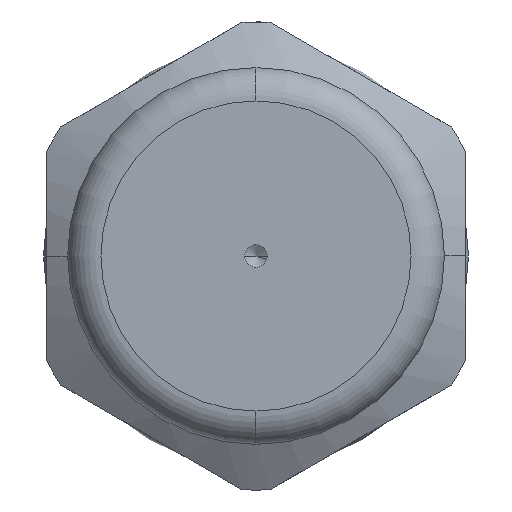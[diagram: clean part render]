
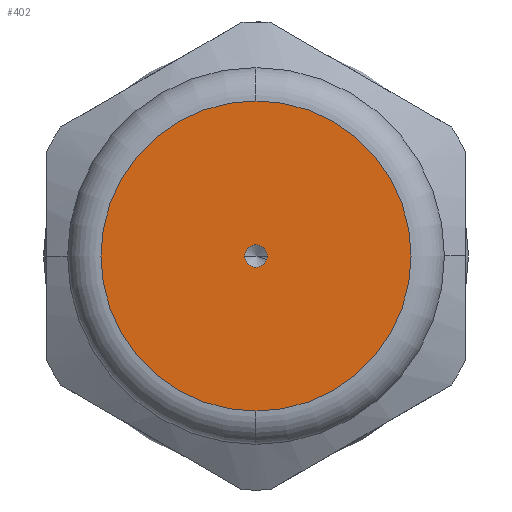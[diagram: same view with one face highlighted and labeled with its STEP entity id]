
A CAD part, left-side view. The second image highlights one B-rep face of the part: STEP entity #402.
In plain terms, the highlighted planar face has unit normal (-1, 0, 0).
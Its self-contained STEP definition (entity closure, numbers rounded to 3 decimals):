
#402 = ADVANCED_FACE ( 'NONE', ( #8364, #8368 ), #19056, .T. ) ;
#695 = ORIENTED_EDGE ( 'NONE', *, *, #2291, .F. ) ;
#700 = ORIENTED_EDGE ( 'NONE', *, *, #1388, .F. ) ;
#705 = ORIENTED_EDGE ( 'NONE', *, *, #1345, .T. ) ;
#711 = ORIENTED_EDGE ( 'NONE', *, *, #2279, .T. ) ;
#1345 = EDGE_CURVE ( 'NONE', #7481, #7464, #9227, .T. ) ;
#1388 = EDGE_CURVE ( 'NONE', #7469, #7466, #9288, .T. ) ;
#1687 = AXIS2_PLACEMENT_3D ( 'NONE', #19055, #19061, #19059 ) ;
#1770 = AXIS2_PLACEMENT_3D ( 'NONE', #18495, #18496, #18497 ) ;
#1819 = AXIS2_PLACEMENT_3D ( 'NONE', #18332, #18333, #18334 ) ;
#2279 = EDGE_CURVE ( 'NONE', #7464, #7481, #16796, .T. ) ;
#2291 = EDGE_CURVE ( 'NONE', #7466, #7469, #16811, .T. ) ;
#7464 = VERTEX_POINT ( 'NONE', #12452 ) ;
#7466 = VERTEX_POINT ( 'NONE', #12454 ) ;
#7469 = VERTEX_POINT ( 'NONE', #12457 ) ;
#7481 = VERTEX_POINT ( 'NONE', #12469 ) ;
#8364 = FACE_BOUND ( 'NONE', #14911, .T. ) ;
#8368 = FACE_OUTER_BOUND ( 'NONE', #14915, .T. ) ;
#8452 = AXIS2_PLACEMENT_3D ( 'NONE', #11835, #11836, #11837 ) ;
#8584 = AXIS2_PLACEMENT_3D ( 'NONE', #11771, #11772, #11773 ) ;
#9227 = CIRCLE ( 'NONE', #1819, 0.6 ) ;
#9288 = CIRCLE ( 'NONE', #1770, 8.23 ) ;
#11771 = CARTESIAN_POINT ( 'NONE',  ( -23., 0., 0. ) ) ;
#11772 = DIRECTION ( 'NONE',  ( 1., 0., 0. ) ) ;
#11773 = DIRECTION ( 'NONE',  ( 0., 0., -1. ) ) ;
#11835 = CARTESIAN_POINT ( 'NONE',  ( -23., 0., 0. ) ) ;
#11836 = DIRECTION ( 'NONE',  ( 1., 0., 0. ) ) ;
#11837 = DIRECTION ( 'NONE',  ( 0., 0., -1. ) ) ;
#12452 = CARTESIAN_POINT ( 'NONE',  ( -23., 0., -0.6 ) ) ;
#12454 = CARTESIAN_POINT ( 'NONE',  ( -23., 0., 8.23 ) ) ;
#12457 = CARTESIAN_POINT ( 'NONE',  ( -23., 0., -8.23 ) ) ;
#12469 = CARTESIAN_POINT ( 'NONE',  ( -23., 0., 0.6 ) ) ;
#14911 = EDGE_LOOP ( 'NONE', ( #711, #705 ) ) ;
#14915 = EDGE_LOOP ( 'NONE', ( #700, #695 ) ) ;
#16796 = CIRCLE ( 'NONE', #8584, 0.6 ) ;
#16811 = CIRCLE ( 'NONE', #8452, 8.23 ) ;
#18332 = CARTESIAN_POINT ( 'NONE',  ( -23., 0., 0. ) ) ;
#18333 = DIRECTION ( 'NONE',  ( 1., 0., 0. ) ) ;
#18334 = DIRECTION ( 'NONE',  ( 0., 0., -1. ) ) ;
#18495 = CARTESIAN_POINT ( 'NONE',  ( -23., 0., 0. ) ) ;
#18496 = DIRECTION ( 'NONE',  ( 1., 0., 0. ) ) ;
#18497 = DIRECTION ( 'NONE',  ( 0., 0., -1. ) ) ;
#19055 = CARTESIAN_POINT ( 'NONE',  ( -23., 0., -0.6 ) ) ;
#19056 = PLANE ( 'NONE',  #1687 ) ;
#19059 = DIRECTION ( 'NONE',  ( 0., 0., 1. ) ) ;
#19061 = DIRECTION ( 'NONE',  ( -1., 0., 0. ) ) ;
